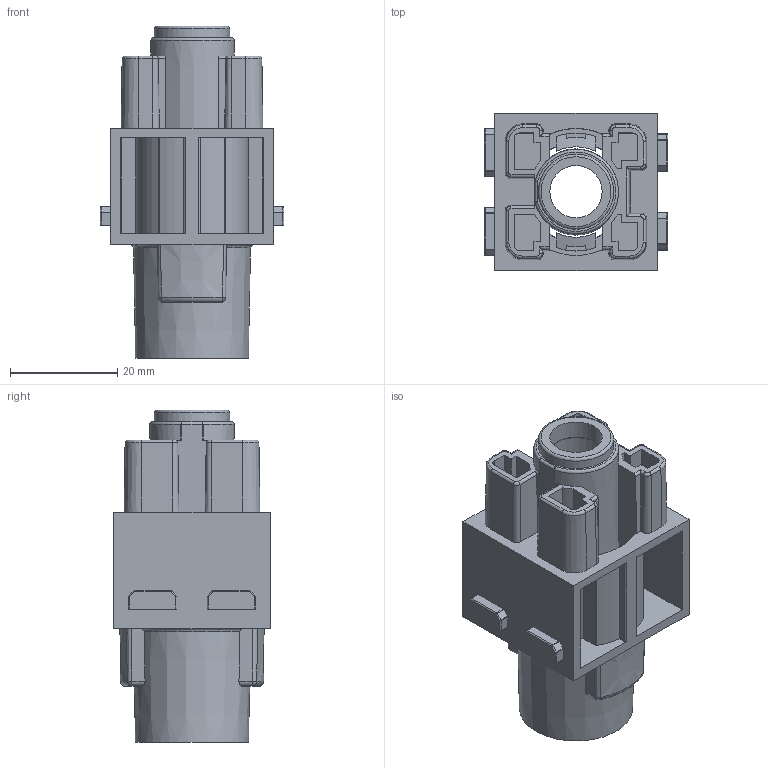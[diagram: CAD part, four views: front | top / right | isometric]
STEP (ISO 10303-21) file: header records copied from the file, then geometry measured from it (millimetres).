
FILE_DESCRIPTION(/* description */ (''),/* implementation_level */ '2;1');
FILE_NAME(/* name */ 'H2MK-001-FC.stp',/* time_stamp */ '2023-02-08T23:59:58+08:00',/* author */ (''),/* organization */ (''),/* preprocessor_version */ 'ST-DEVELOPER v16',/* originating_system */ 'SIEMENS PLM Software NX 10.0',/* authorisation */ '');
FILE_SCHEMA (('AP203_CONFIGURATION_CONTROLLED_3D_DESIGN_OF_MECHANICAL_PARTS_AND_ASSEMBLIES_MIM_LF { 1 0 10303 403 2 1 2}'));
Length unit declared in the file: millimetre
Products named in the file (1): Admi0A2C26ACroq1
Bounding box: 34.2 x 29.2 x 61.8 mm (x, y, z)
Volume: 12952.6 mm3; surface area: 15945.1 mm2
Topology: 1 solids, 1 shells, 310 faces, 799 edges, 492 vertices
Faces by surface type: plane 142, cylinder 98, cone 21, sphere 20, torus 19, bspline 10
Full cylindrical faces by diameter (mm): 9.75 x1, 14 x1, 14.3 x1, 18.5 x1
Entity records: 9600 total; most frequent: CARTESIAN_POINT 2014, DIRECTION 1594, ORIENTED_EDGE 1548, EDGE_CURVE 774, AXIS2_PLACEMENT_3D 569, VERTEX_POINT 489, LINE 456, VECTOR 456
